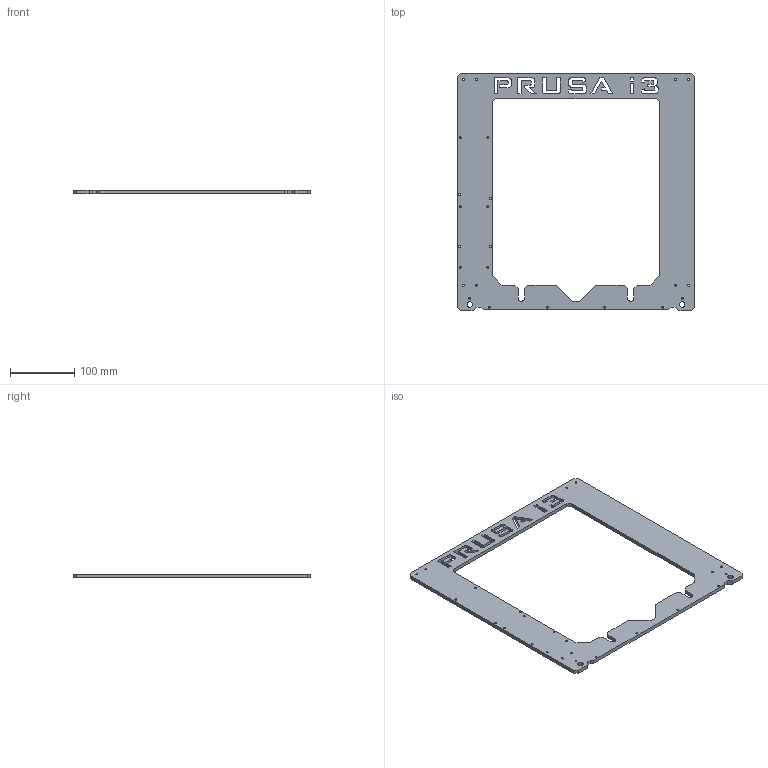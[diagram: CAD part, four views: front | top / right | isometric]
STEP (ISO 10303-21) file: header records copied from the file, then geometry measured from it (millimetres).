
FILE_DESCRIPTION(('FreeCAD Model'),'2;1');
FILE_NAME('frame-zx-aluminium.stp','2014-10-31T10:44:08',('FreeCAD'),('FreeCAD'), 'Open CASCADE STEP processor 6.7','FreeCAD','Unknown');
FILE_SCHEMA(('AUTOMOTIVE_DESIGN_CC2 { 1 2 10303 214 -1 1 5 4 }'));
Length unit declared in the file: millimetre
Products named in the file (1): frame-zx-final
Bounding box: 370 x 370 x 6 mm (x, y, z)
Volume: 341809.7 mm3; surface area: 137645 mm2
Topology: 1 solids, 1 shells, 179 faces, 531 edges, 354 vertices
Faces by surface type: plane 124, cylinder 55
Full cylindrical faces by diameter (mm): 3 x24, 8.6 x2
Entity records: 12827 total; most frequent: CARTESIAN_POINT 2339, DIRECTION 1851, LINE 1161, VECTOR 1161, ORIENTED_EDGE 1062, PCURVE 1062, DEFINITIONAL_REPRESENTATION 1062, EDGE_CURVE 531
